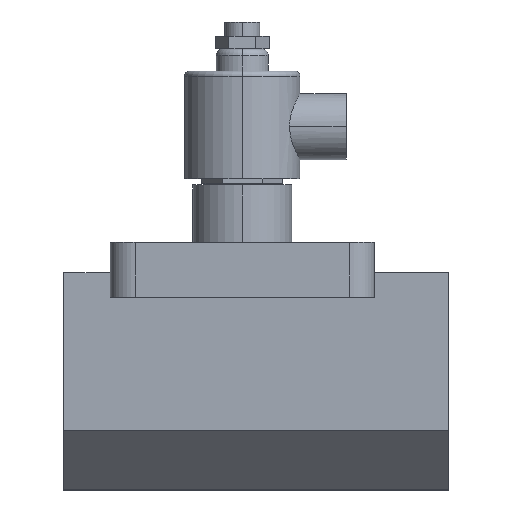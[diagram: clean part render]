
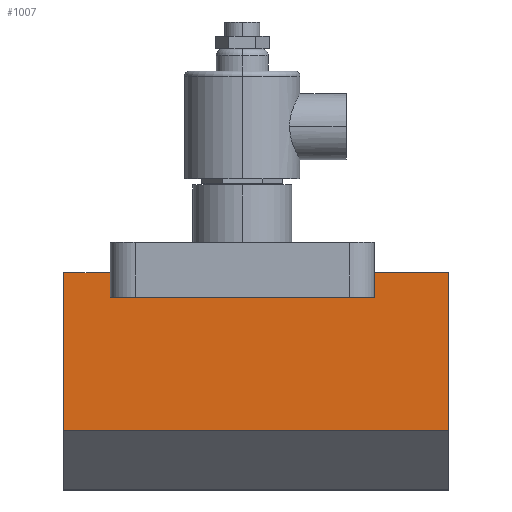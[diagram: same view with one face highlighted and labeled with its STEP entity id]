
A CAD part, top view. The second image highlights one B-rep face of the part: STEP entity #1007.
In plain terms, the highlighted planar face has unit normal (0, 0, 1).
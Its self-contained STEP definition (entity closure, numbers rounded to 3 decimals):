
#47 = EDGE_CURVE ( 'NONE', #460, #474, #445, .T. ) ;
#65 = VECTOR ( 'NONE', #1126, 1000. ) ;
#80 = EDGE_CURVE ( 'NONE', #417, #843, #1131, .T. ) ;
#139 = EDGE_CURVE ( 'NONE', #474, #602, #398, .T. ) ;
#151 = CARTESIAN_POINT ( 'NONE',  ( -65., -24.8, 37. ) ) ;
#162 = AXIS2_PLACEMENT_3D ( 'NONE', #306, #1189, #844 ) ;
#181 = DIRECTION ( 'NONE',  ( 1., 0., 0. ) ) ;
#186 = ORIENTED_EDGE ( 'NONE', *, *, #360, .T. ) ;
#202 = VERTEX_POINT ( 'NONE', #1989 ) ;
#238 = EDGE_CURVE ( 'NONE', #460, #843, #264, .T. ) ;
#254 = CARTESIAN_POINT ( 'NONE',  ( 75., -24.8, 37. ) ) ;
#264 = LINE ( 'NONE', #254, #1054 ) ;
#306 = CARTESIAN_POINT ( 'NONE',  ( 75., -24.8, 37. ) ) ;
#315 = EDGE_LOOP ( 'NONE', ( #1341, #876, #186, #1191, #516, #895, #383, #543 ) ) ;
#360 = EDGE_CURVE ( 'NONE', #1167, #602, #2037, .T. ) ;
#383 = ORIENTED_EDGE ( 'NONE', *, *, #80, .F. ) ;
#398 = LINE ( 'NONE', #791, #1796 ) ;
#410 = DIRECTION ( 'NONE',  ( -1., 0., 0. ) ) ;
#417 = VERTEX_POINT ( 'NONE', #967 ) ;
#445 = LINE ( 'NONE', #1991, #1242 ) ;
#460 = VERTEX_POINT ( 'NONE', #1542 ) ;
#474 = VERTEX_POINT ( 'NONE', #668 ) ;
#516 = ORIENTED_EDGE ( 'NONE', *, *, #47, .F. ) ;
#543 = ORIENTED_EDGE ( 'NONE', *, *, #2176, .F. ) ;
#593 = CARTESIAN_POINT ( 'NONE',  ( 75., -24.8, 37. ) ) ;
#602 = VERTEX_POINT ( 'NONE', #705 ) ;
#668 = CARTESIAN_POINT ( 'NONE',  ( 75., -82.3, 37. ) ) ;
#705 = CARTESIAN_POINT ( 'NONE',  ( -65., -82.3, 37. ) ) ;
#767 = DIRECTION ( 'NONE',  ( -1., 0., 0. ) ) ;
#791 = CARTESIAN_POINT ( 'NONE',  ( 75., -82.3, 37. ) ) ;
#843 = VERTEX_POINT ( 'NONE', #1916 ) ;
#844 = DIRECTION ( 'NONE',  ( 0., 1., 0. ) ) ;
#867 = LINE ( 'NONE', #1586, #2137 ) ;
#876 = ORIENTED_EDGE ( 'NONE', *, *, #1766, .T. ) ;
#895 = ORIENTED_EDGE ( 'NONE', *, *, #238, .T. ) ;
#967 = CARTESIAN_POINT ( 'NONE',  ( 48., -33.8, 37. ) ) ;
#1007 = ADVANCED_FACE ( 'NONE', ( #2221 ), #1176, .F. ) ;
#1047 = CARTESIAN_POINT ( 'NONE',  ( 48., -33.8, 37. ) ) ;
#1054 = VECTOR ( 'NONE', #410, 1000. ) ;
#1120 = VECTOR ( 'NONE', #2198, 1000. ) ;
#1126 = DIRECTION ( 'NONE',  ( -1., 0., 0. ) ) ;
#1131 = LINE ( 'NONE', #1634, #1729 ) ;
#1167 = VERTEX_POINT ( 'NONE', #151 ) ;
#1176 = PLANE ( 'NONE',  #162 ) ;
#1189 = DIRECTION ( 'NONE',  ( 0., 0., -1. ) ) ;
#1191 = ORIENTED_EDGE ( 'NONE', *, *, #139, .F. ) ;
#1242 = VECTOR ( 'NONE', #2161, 1000. ) ;
#1324 = VERTEX_POINT ( 'NONE', #1525 ) ;
#1341 = ORIENTED_EDGE ( 'NONE', *, *, #1998, .F. ) ;
#1476 = LINE ( 'NONE', #593, #65 ) ;
#1525 = CARTESIAN_POINT ( 'NONE',  ( -48., -33.8, 37. ) ) ;
#1542 = CARTESIAN_POINT ( 'NONE',  ( 75., -24.8, 37. ) ) ;
#1586 = CARTESIAN_POINT ( 'NONE',  ( -48., -33.8, 37. ) ) ;
#1634 = CARTESIAN_POINT ( 'NONE',  ( 48., -33.8, 37. ) ) ;
#1729 = VECTOR ( 'NONE', #1862, 1000. ) ;
#1766 = EDGE_CURVE ( 'NONE', #202, #1167, #1476, .T. ) ;
#1796 = VECTOR ( 'NONE', #767, 1000. ) ;
#1809 = VECTOR ( 'NONE', #181, 1000. ) ;
#1862 = DIRECTION ( 'NONE',  ( 0., 1., 0. ) ) ;
#1916 = CARTESIAN_POINT ( 'NONE',  ( 48., -24.8, 37. ) ) ;
#1932 = LINE ( 'NONE', #1047, #1809 ) ;
#1950 = DIRECTION ( 'NONE',  ( 0., -1., 0. ) ) ;
#1989 = CARTESIAN_POINT ( 'NONE',  ( -48., -24.8, 37. ) ) ;
#1991 = CARTESIAN_POINT ( 'NONE',  ( 75., -24.8, 37. ) ) ;
#1998 = EDGE_CURVE ( 'NONE', #202, #1324, #867, .T. ) ;
#2037 = LINE ( 'NONE', #2211, #1120 ) ;
#2137 = VECTOR ( 'NONE', #1950, 1000. ) ;
#2161 = DIRECTION ( 'NONE',  ( 0., -1., 0. ) ) ;
#2176 = EDGE_CURVE ( 'NONE', #1324, #417, #1932, .T. ) ;
#2198 = DIRECTION ( 'NONE',  ( 0., -1., 0. ) ) ;
#2211 = CARTESIAN_POINT ( 'NONE',  ( -65., -24.8, 37. ) ) ;
#2221 = FACE_OUTER_BOUND ( 'NONE', #315, .T. ) ;
